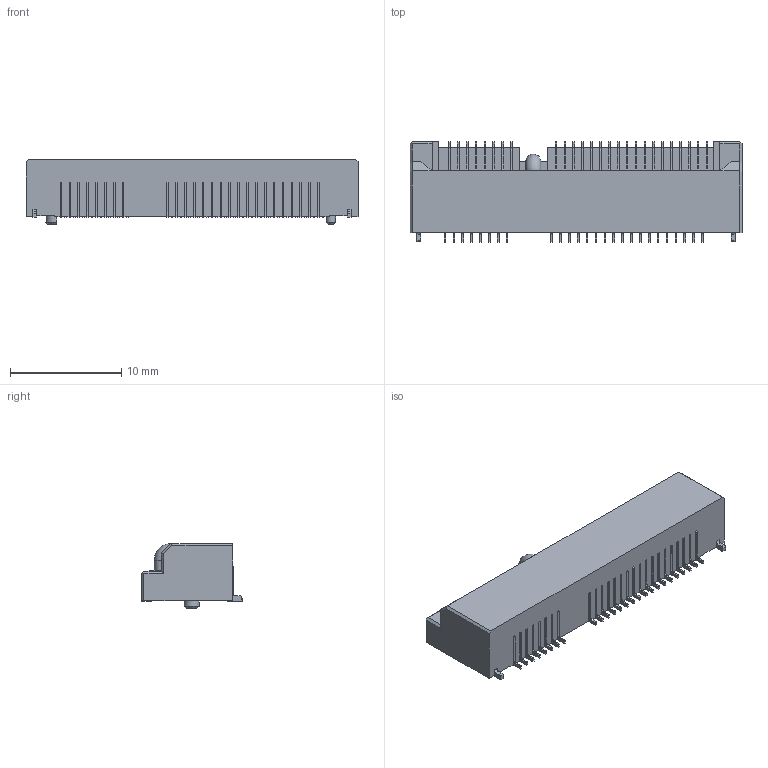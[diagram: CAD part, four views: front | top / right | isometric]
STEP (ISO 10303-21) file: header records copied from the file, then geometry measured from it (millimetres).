
FILE_DESCRIPTION(/* description */ (''),/* implementation_level */ '2;1');
FILE_NAME(/* name */ '1775862-2.step',/* time_stamp */ '2021-06-11T16:44:26-05:00',/* author */ (''),/* organization */ (''),/* preprocessor_version */ 'ST-DEVELOPER v18.1',/* originating_system */ 'Autodesk Translation Framework v10.9.0.1377',/* authorisation */ '');
FILE_SCHEMA (('AUTOMOTIVE_DESIGN { 1 0 10303 214 3 1 1 }'));
Length unit declared in the file: millimetre
Products named in the file (1): 1775862-2
Bounding box: 29.9 x 9.08 x 5.85 mm (x, y, z)
Volume: 951.4 mm3; surface area: 1065 mm2
Topology: 1 solids, 1 shells, 948 faces, 2745 edges, 1825 vertices
Faces by surface type: plane 572, cylinder 373, cone 2, torus 1
Full cylindrical faces by diameter (mm): 0.85 x1
Entity records: 31740 total; most frequent: CARTESIAN_POINT 5523, ORIENTED_EDGE 5490, DIRECTION 5398, EDGE_CURVE 2745, LINE 1986, VECTOR 1986, VERTEX_POINT 1825, AXIS2_PLACEMENT_3D 1706
